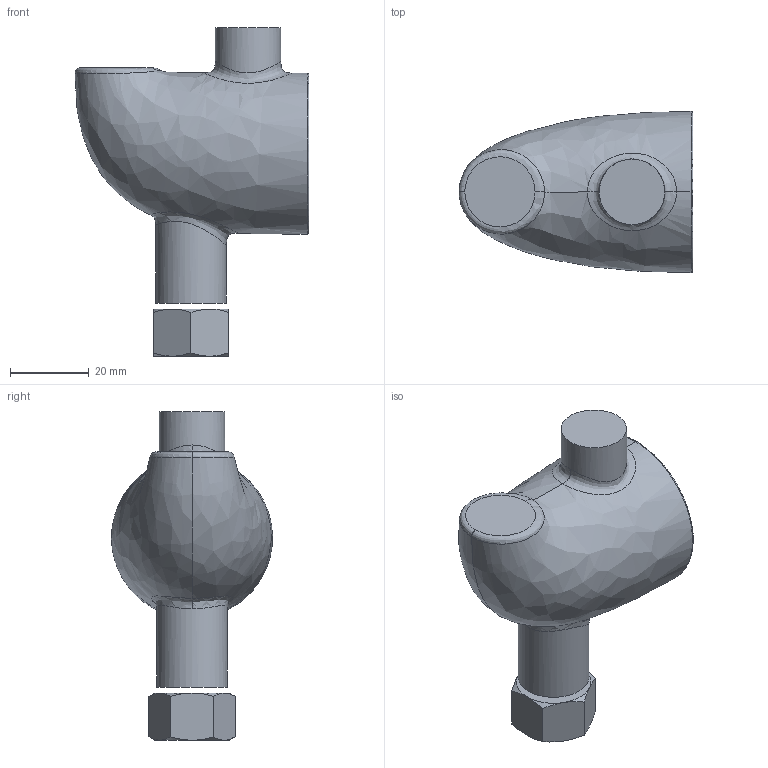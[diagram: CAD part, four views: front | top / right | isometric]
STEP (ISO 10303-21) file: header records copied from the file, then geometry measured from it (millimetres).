
FILE_DESCRIPTION(/* description */ ('Unknown'),/* implementation_level */ '2;1');
FILE_NAME(/* name */ '34487000',/* time_stamp */ '2022-08-26T15:21:54+02:00',/* author */ ('Unknown'),/* organization */ ('GROHE AG'),/* preprocessor_version */ 'ST-DEVELOPER v16.7',/* originating_system */ 'DEX',/* authorisation */ $);
FILE_SCHEMA (('AUTOMOTIVE_DESIGN {1 0 10303 214 3 1 1}'));
Length unit declared in the file: millimetre
Products named in the file (4): 34487000; id61; 130430_Grohtherm Micro
Assembly tree (3 placements, depth 2):
  34487000
    34487000
    id61
    130430_Grohtherm Micro
Bounding box: 59.49 x 40.98 x 83.5 mm (x, y, z)
Volume: 3736.5 mm3; surface area: 19163.1 mm2
Topology: 2 solids, 2 shells, 50 faces, 120 edges, 74 vertices
Faces by surface type: bspline 20, plane 14, cone 12, cylinder 4
Full cylindrical faces by diameter (mm): 16.66 x2, 18 x2
Entity records: 5024 total; most frequent: CARTESIAN_POINT 3836, ORIENTED_EDGE 232, EDGE_CURVE 116, DIRECTION 106, B_SPLINE_CURVE_WITH_KNOTS 94, VERTEX_POINT 74, EDGE_LOOP 54, FACE_BOUND 54
